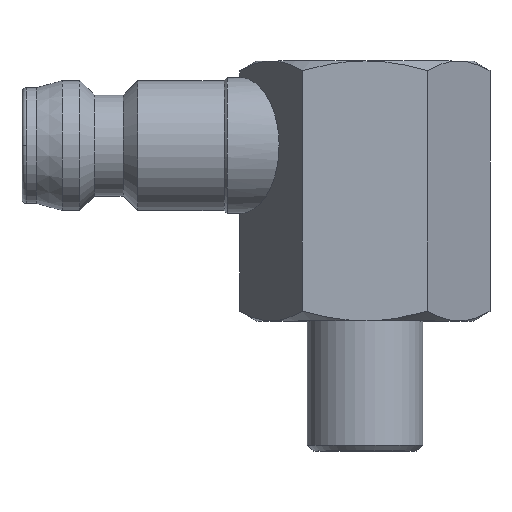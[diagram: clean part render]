
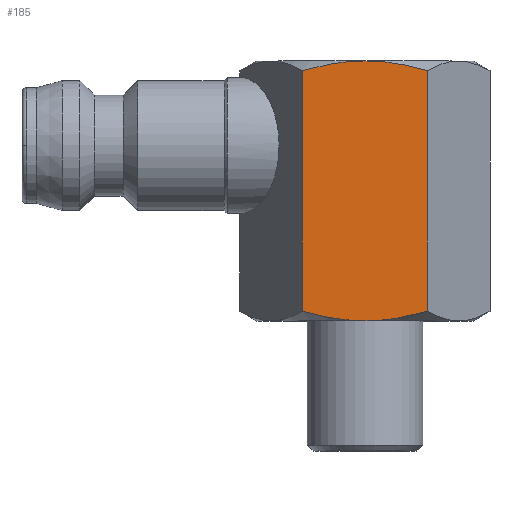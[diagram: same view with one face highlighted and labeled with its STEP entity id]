
A CAD part, top view. The second image highlights one B-rep face of the part: STEP entity #185.
In plain terms, the highlighted planar face has unit normal (0, 0, 1).
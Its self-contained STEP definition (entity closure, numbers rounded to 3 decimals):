
#185=ADVANCED_FACE('',(#368),#369,.T.);
#368=FACE_OUTER_BOUND('',#543,.T.);
#369=PLANE('',#544);
#543=EDGE_LOOP('',(#994,#995,#996,#997,#998,#999));
#544=AXIS2_PLACEMENT_3D('',#1000,#1001,#1002);
#994=ORIENTED_EDGE('',*,*,#1040,.F.);
#995=ORIENTED_EDGE('',*,*,#1144,.F.);
#996=ORIENTED_EDGE('',*,*,#1121,.T.);
#997=ORIENTED_EDGE('',*,*,#1167,.F.);
#998=ORIENTED_EDGE('',*,*,#1046,.F.);
#999=ORIENTED_EDGE('',*,*,#1182,.F.);
#1000=CARTESIAN_POINT('',(0.,8.0,7.5));
#1001=DIRECTION('',(0.,0.0,1.0));
#1002=DIRECTION('',(1.0,0.0,0.));
#1040=EDGE_CURVE('',#1236,#1233,#1238,.T.);
#1046=EDGE_CURVE('',#1246,#1247,#1248,.T.);
#1121=EDGE_CURVE('',#1353,#1359,#1361,.T.);
#1144=EDGE_CURVE('',#1353,#1236,#1388,.T.);
#1167=EDGE_CURVE('',#1247,#1359,#1412,.T.);
#1182=EDGE_CURVE('',#1233,#1246,#1427,.T.);
#1233=VERTEX_POINT('',#1576);
#1236=VERTEX_POINT('',#1590);
#1238=(B_SPLINE_CURVE(2,(#1593,#1594,#1595,#1596,#1597),.UNSPECIFIED.,.F.,.F.)B_SPLINE_CURVE_WITH_KNOTS((3,2,3),(0.0,4.397,8.795),.UNSPECIFIED.)RATIONAL_B_SPLINE_CURVE((1.0,1.038,1.0,1.038,1.0))BOUNDED_CURVE()REPRESENTATION_ITEM('')GEOMETRIC_REPRESENTATION_ITEM()CURVE());
#1246=VERTEX_POINT('',#1623);
#1247=VERTEX_POINT('',#1624);
#1248=(B_SPLINE_CURVE(2,(#1626,#1627,#1628,#1629,#1630),.UNSPECIFIED.,.F.,.F.)B_SPLINE_CURVE_WITH_KNOTS((3,2,3),(0.0,4.397,8.795),.UNSPECIFIED.)RATIONAL_B_SPLINE_CURVE((1.0,1.038,1.0,1.038,1.0))BOUNDED_CURVE()REPRESENTATION_ITEM('')GEOMETRIC_REPRESENTATION_ITEM()CURVE());
#1353=VERTEX_POINT('',#1848);
#1359=VERTEX_POINT('',#1877);
#1361=LINE('',#1890,#1891);
#1388=(B_SPLINE_CURVE(2,(#1941,#1942,#1943,#1944,#1945),.UNSPECIFIED.,.F.,.F.)B_SPLINE_CURVE_WITH_KNOTS((3,2,3),(0.0,4.397,8.795),.UNSPECIFIED.)RATIONAL_B_SPLINE_CURVE((1.0,1.038,1.0,1.038,1.0))BOUNDED_CURVE()REPRESENTATION_ITEM('')GEOMETRIC_REPRESENTATION_ITEM()CURVE());
#1412=(B_SPLINE_CURVE(2,(#2026,#2027,#2028,#2029,#2030),.UNSPECIFIED.,.F.,.F.)B_SPLINE_CURVE_WITH_KNOTS((3,2,3),(0.0,4.397,8.795),.UNSPECIFIED.)RATIONAL_B_SPLINE_CURVE((1.0,1.038,1.0,1.038,1.0))BOUNDED_CURVE()REPRESENTATION_ITEM('')GEOMETRIC_REPRESENTATION_ITEM()CURVE());
#1427=LINE('',#2065,#2066);
#1576=CARTESIAN_POINT('',(-4.33,9.67,7.5));
#1590=CARTESIAN_POINT('',(0.,9.0,7.5));
#1593=CARTESIAN_POINT('',(4.335,9.671,7.5));
#1594=CARTESIAN_POINT('',(2.011,9.0,7.5));
#1595=CARTESIAN_POINT('',(0.,9.0,7.5));
#1596=CARTESIAN_POINT('',(-2.011,9.0,7.5));
#1597=CARTESIAN_POINT('',(-4.335,9.671,7.5));
#1623=CARTESIAN_POINT('',(-4.33,26.33,7.5));
#1624=CARTESIAN_POINT('',(0.,27.0,7.5));
#1626=CARTESIAN_POINT('',(-4.335,26.329,7.5));
#1627=CARTESIAN_POINT('',(-2.011,27.0,7.5));
#1628=CARTESIAN_POINT('',(0.,27.0,7.5));
#1629=CARTESIAN_POINT('',(2.011,27.0,7.5));
#1630=CARTESIAN_POINT('',(4.335,26.329,7.5));
#1848=CARTESIAN_POINT('',(4.33,9.67,7.5));
#1877=CARTESIAN_POINT('',(4.33,26.33,7.5));
#1890=CARTESIAN_POINT('',(4.33,8.0,7.5));
#1891=VECTOR('',#2215,1.0);
#1941=CARTESIAN_POINT('',(4.335,9.671,7.5));
#1942=CARTESIAN_POINT('',(2.011,9.0,7.5));
#1943=CARTESIAN_POINT('',(0.,9.0,7.5));
#1944=CARTESIAN_POINT('',(-2.011,9.0,7.5));
#1945=CARTESIAN_POINT('',(-4.335,9.671,7.5));
#2026=CARTESIAN_POINT('',(-4.335,26.329,7.5));
#2027=CARTESIAN_POINT('',(-2.011,27.0,7.5));
#2028=CARTESIAN_POINT('',(0.,27.0,7.5));
#2029=CARTESIAN_POINT('',(2.011,27.0,7.5));
#2030=CARTESIAN_POINT('',(4.335,26.329,7.5));
#2065=CARTESIAN_POINT('',(-4.33,8.0,7.5));
#2066=VECTOR('',#2273,1.0);
#2215=DIRECTION('',(0.0,1.0,0.0));
#2273=DIRECTION('',(0.0,1.0,0.0));
